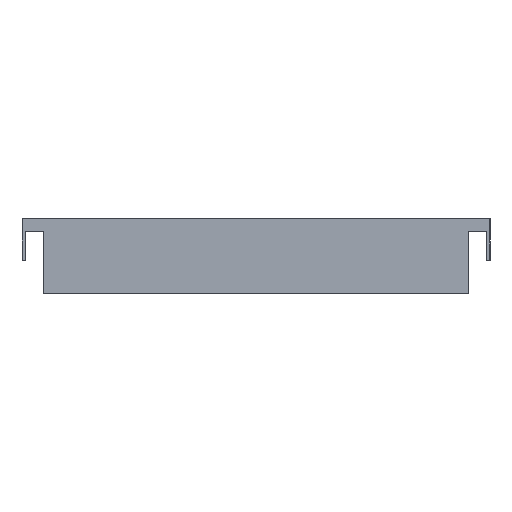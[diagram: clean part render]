
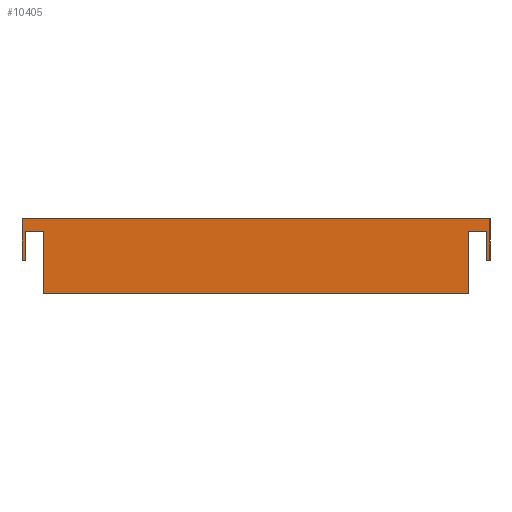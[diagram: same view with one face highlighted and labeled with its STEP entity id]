
A CAD part, left-side view. The second image highlights one B-rep face of the part: STEP entity #10405.
In plain terms, the highlighted planar face has unit normal (-1, 0, 0).
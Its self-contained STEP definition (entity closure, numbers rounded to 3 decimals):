
#9668=AXIS2_PLACEMENT_3D('Circle Axis2P3D',#9666,#9667,$) ;
#10373=AXIS2_PLACEMENT_3D('Plane Axis2P3D',#10370,#10371,#10372) ;
#5801=CARTESIAN_POINT('Vertex',(-83.965,37.035,-4.7)) ;
#5817=CARTESIAN_POINT('Vertex',(-83.965,37.035,0.)) ;
#5820=CARTESIAN_POINT('Line Origine',(-83.965,37.035,-2.35)) ;
#5832=CARTESIAN_POINT('Line Origine',(-83.965,35.517,0.)) ;
#5836=CARTESIAN_POINT('Vertex',(-83.965,34.,0.)) ;
#6640=CARTESIAN_POINT('Vertex',(-83.965,-37.035,0.)) ;
#6654=CARTESIAN_POINT('Vertex',(-83.965,-37.035,-4.7)) ;
#6657=CARTESIAN_POINT('Line Origine',(-83.965,-37.035,-2.35)) ;
#6669=CARTESIAN_POINT('Line Origine',(-83.965,-35.517,0.)) ;
#6673=CARTESIAN_POINT('Vertex',(-83.965,-34.,0.)) ;
#6903=CARTESIAN_POINT('Vertex',(-83.965,-34.,-10.)) ;
#6906=CARTESIAN_POINT('Line Origine',(-83.965,0.,-10.)) ;
#6910=CARTESIAN_POINT('Vertex',(-83.965,34.,-10.)) ;
#7782=CARTESIAN_POINT('Vertex',(-83.965,-37.517,-4.7)) ;
#7785=CARTESIAN_POINT('Line Origine',(-83.965,-37.276,-4.7)) ;
#7802=CARTESIAN_POINT('Line Origine',(-83.965,37.276,-4.7)) ;
#7806=CARTESIAN_POINT('Vertex',(-83.965,37.517,-4.7)) ;
#8476=CARTESIAN_POINT('Vertex',(-83.965,37.517,2.)) ;
#8480=CARTESIAN_POINT('Control Point',(-83.965,-37.,2.)) ;
#8481=CARTESIAN_POINT('Control Point',(-83.965,37.517,2.)) ;
#8482=CARTESIAN_POINT('Vertex',(-83.965,-37.,2.)) ;
#9666=CARTESIAN_POINT('Axis2P3D Location',(-83.965,-37.,1.)) ;
#9670=CARTESIAN_POINT('Vertex',(-83.965,-37.517,1.856)) ;
#10353=CARTESIAN_POINT('Line Origine',(-83.965,-37.517,-1.422)) ;
#10370=CARTESIAN_POINT('Axis2P3D Location',(-83.965,-37.517,2.)) ;
#10375=CARTESIAN_POINT('Line Origine',(-83.965,37.517,-1.35)) ;
#10380=CARTESIAN_POINT('Line Origine',(-83.965,34.,-5.)) ;
#10385=CARTESIAN_POINT('Line Origine',(-83.965,-34.,-5.)) ;
#5821=DIRECTION('Vector Direction',(0.,0.,1.)) ;
#5833=DIRECTION('Vector Direction',(0.,-1.,0.)) ;
#6658=DIRECTION('Vector Direction',(0.,0.,1.)) ;
#6670=DIRECTION('Vector Direction',(0.,-1.,0.)) ;
#6907=DIRECTION('Vector Direction',(0.,1.,0.)) ;
#7786=DIRECTION('Vector Direction',(0.,1.,0.)) ;
#7803=DIRECTION('Vector Direction',(0.,1.,0.)) ;
#9667=DIRECTION('Axis2P3D Direction',(-1.,0.,0.)) ;
#10354=DIRECTION('Vector Direction',(0.,0.,-1.)) ;
#10371=DIRECTION('Axis2P3D Direction',(-1.,0.,0.)) ;
#10372=DIRECTION('Axis2P3D XDirection',(0.,1.,0.)) ;
#10376=DIRECTION('Vector Direction',(0.,0.,-1.)) ;
#10381=DIRECTION('Vector Direction',(0.,0.,-1.)) ;
#10386=DIRECTION('Vector Direction',(0.,0.,-1.)) ;
#5822=VECTOR('Line Direction',#5821,1.) ;
#5834=VECTOR('Line Direction',#5833,1.) ;
#6659=VECTOR('Line Direction',#6658,1.) ;
#6671=VECTOR('Line Direction',#6670,1.) ;
#6908=VECTOR('Line Direction',#6907,1.) ;
#7787=VECTOR('Line Direction',#7786,1.) ;
#7804=VECTOR('Line Direction',#7803,1.) ;
#10355=VECTOR('Line Direction',#10354,1.) ;
#10377=VECTOR('Line Direction',#10376,1.) ;
#10382=VECTOR('Line Direction',#10381,1.) ;
#10387=VECTOR('Line Direction',#10386,1.) ;
#10391=ORIENTED_EDGE('',*,*,#9672,.T.) ;
#10392=ORIENTED_EDGE('',*,*,#8484,.F.) ;
#10393=ORIENTED_EDGE('',*,*,#10379,.T.) ;
#10394=ORIENTED_EDGE('',*,*,#7808,.F.) ;
#10395=ORIENTED_EDGE('',*,*,#5824,.T.) ;
#10396=ORIENTED_EDGE('',*,*,#5838,.T.) ;
#10397=ORIENTED_EDGE('',*,*,#10384,.T.) ;
#10398=ORIENTED_EDGE('',*,*,#6912,.F.) ;
#10399=ORIENTED_EDGE('',*,*,#10389,.F.) ;
#10400=ORIENTED_EDGE('',*,*,#6675,.T.) ;
#10401=ORIENTED_EDGE('',*,*,#6661,.F.) ;
#10402=ORIENTED_EDGE('',*,*,#7789,.F.) ;
#10403=ORIENTED_EDGE('',*,*,#10357,.F.) ;
#10405=ADVANCED_FACE('Modele simplifie',(#10404),#10374,.T.) ;
#8479=B_SPLINE_CURVE_WITH_KNOTS('',1,(#8480,#8481),.UNSPECIFIED.,.F.,.U.,(2,2),(0.517,75.034),.UNSPECIFIED.) ;
#9669=CIRCLE('generated circle',#9668,1.) ;
#5824=EDGE_CURVE('',#5802,#5818,#5823,.T.) ;
#5838=EDGE_CURVE('',#5818,#5837,#5835,.T.) ;
#6661=EDGE_CURVE('',#6655,#6641,#6660,.T.) ;
#6675=EDGE_CURVE('',#6674,#6641,#6672,.T.) ;
#6912=EDGE_CURVE('',#6904,#6911,#6909,.T.) ;
#7789=EDGE_CURVE('',#7783,#6655,#7788,.T.) ;
#7808=EDGE_CURVE('',#5802,#7807,#7805,.T.) ;
#8484=EDGE_CURVE('',#8477,#8483,#8479,.F.) ;
#9672=EDGE_CURVE('',#9671,#8483,#9669,.T.) ;
#10357=EDGE_CURVE('',#9671,#7783,#10356,.T.) ;
#10379=EDGE_CURVE('',#8477,#7807,#10378,.T.) ;
#10384=EDGE_CURVE('',#5837,#6911,#10383,.T.) ;
#10389=EDGE_CURVE('',#6674,#6904,#10388,.T.) ;
#10390=EDGE_LOOP('',(#10391,#10392,#10393,#10394,#10395,#10396,#10397,#10398,#10399,#10400,#10401,#10402,#10403)) ;
#10404=FACE_OUTER_BOUND('',#10390,.T.) ;
#5823=LINE('Line',#5820,#5822) ;
#5835=LINE('Line',#5832,#5834) ;
#6660=LINE('Line',#6657,#6659) ;
#6672=LINE('Line',#6669,#6671) ;
#6909=LINE('Line',#6906,#6908) ;
#7788=LINE('Line',#7785,#7787) ;
#7805=LINE('Line',#7802,#7804) ;
#10356=LINE('Line',#10353,#10355) ;
#10378=LINE('Line',#10375,#10377) ;
#10383=LINE('Line',#10380,#10382) ;
#10388=LINE('Line',#10385,#10387) ;
#10374=PLANE('',#10373) ;
#5802=VERTEX_POINT('',#5801) ;
#5818=VERTEX_POINT('',#5817) ;
#5837=VERTEX_POINT('',#5836) ;
#6641=VERTEX_POINT('',#6640) ;
#6655=VERTEX_POINT('',#6654) ;
#6674=VERTEX_POINT('',#6673) ;
#6904=VERTEX_POINT('',#6903) ;
#6911=VERTEX_POINT('',#6910) ;
#7783=VERTEX_POINT('',#7782) ;
#7807=VERTEX_POINT('',#7806) ;
#8477=VERTEX_POINT('',#8476) ;
#8483=VERTEX_POINT('',#8482) ;
#9671=VERTEX_POINT('',#9670) ;
